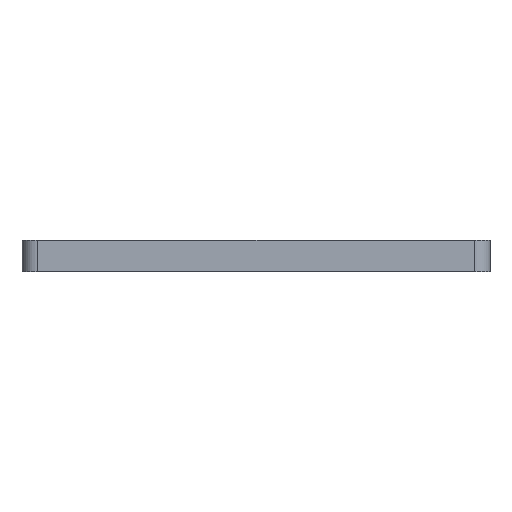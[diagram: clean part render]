
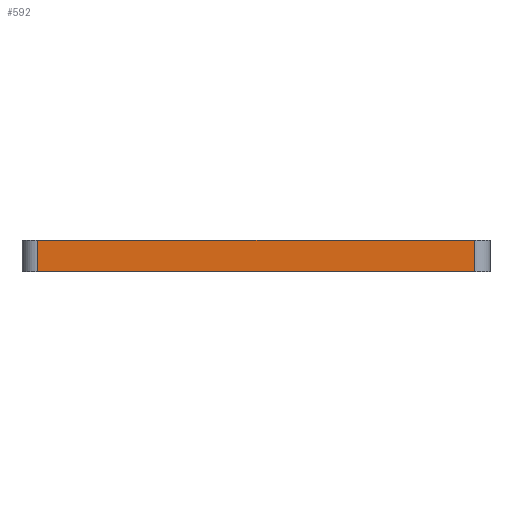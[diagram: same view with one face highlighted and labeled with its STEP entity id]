
A CAD part, front view. The second image highlights one B-rep face of the part: STEP entity #592.
In plain terms, the highlighted planar face has unit normal (0, -1, 0).
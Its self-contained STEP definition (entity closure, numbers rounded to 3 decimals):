
#70 = CARTESIAN_POINT ( 'NONE',  ( 0., 0., 4. ) ) ;
#74 = ORIENTED_EDGE ( 'NONE', *, *, #104, .F. ) ;
#78 = VERTEX_POINT ( 'NONE', #277 ) ;
#88 = VERTEX_POINT ( 'NONE', #660 ) ;
#104 = EDGE_CURVE ( 'NONE', #88, #78, #610, .T. ) ;
#136 = CARTESIAN_POINT ( 'NONE',  ( 2., 0., 4. ) ) ;
#157 = VERTEX_POINT ( 'NONE', #166 ) ;
#166 = CARTESIAN_POINT ( 'NONE',  ( 2., 0., 0. ) ) ;
#179 = VECTOR ( 'NONE', #730, 1000. ) ;
#185 = PLANE ( 'NONE',  #340 ) ;
#194 = VECTOR ( 'NONE', #496, 1000. ) ;
#250 = LINE ( 'NONE', #611, #772 ) ;
#261 = CARTESIAN_POINT ( 'NONE',  ( 58., 0., 4. ) ) ;
#267 = EDGE_CURVE ( 'NONE', #88, #157, #313, .T. ) ;
#277 = CARTESIAN_POINT ( 'NONE',  ( 58., 0., 4. ) ) ;
#296 = CARTESIAN_POINT ( 'NONE',  ( 58., 0., 0. ) ) ;
#313 = LINE ( 'NONE', #136, #490 ) ;
#340 = AXIS2_PLACEMENT_3D ( 'NONE', #625, #744, #543 ) ;
#352 = EDGE_CURVE ( 'NONE', #570, #78, #631, .T. ) ;
#471 = ORIENTED_EDGE ( 'NONE', *, *, #352, .T. ) ;
#490 = VECTOR ( 'NONE', #560, 1000. ) ;
#496 = DIRECTION ( 'NONE',  ( 0., 0., 1. ) ) ;
#516 = ORIENTED_EDGE ( 'NONE', *, *, #267, .T. ) ;
#543 = DIRECTION ( 'NONE',  ( 0., 0., 1. ) ) ;
#560 = DIRECTION ( 'NONE',  ( 0., 0., -1. ) ) ;
#567 = DIRECTION ( 'NONE',  ( 1., 0., 0. ) ) ;
#570 = VERTEX_POINT ( 'NONE', #296 ) ;
#584 = ORIENTED_EDGE ( 'NONE', *, *, #607, .T. ) ;
#592 = ADVANCED_FACE ( 'NONE', ( #731 ), #185, .F. ) ;
#607 = EDGE_CURVE ( 'NONE', #157, #570, #250, .T. ) ;
#610 = LINE ( 'NONE', #70, #179 ) ;
#611 = CARTESIAN_POINT ( 'NONE',  ( 0., 0., 0. ) ) ;
#625 = CARTESIAN_POINT ( 'NONE',  ( 0., 0., 4. ) ) ;
#631 = LINE ( 'NONE', #261, #194 ) ;
#660 = CARTESIAN_POINT ( 'NONE',  ( 2., 0., 4. ) ) ;
#714 = EDGE_LOOP ( 'NONE', ( #584, #471, #74, #516 ) ) ;
#730 = DIRECTION ( 'NONE',  ( 1., 0., 0. ) ) ;
#731 = FACE_OUTER_BOUND ( 'NONE', #714, .T. ) ;
#744 = DIRECTION ( 'NONE',  ( 0., 1., 0. ) ) ;
#772 = VECTOR ( 'NONE', #567, 1000. ) ;
